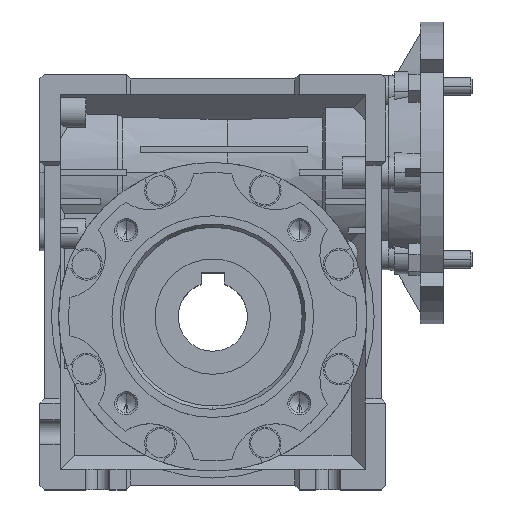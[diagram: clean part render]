
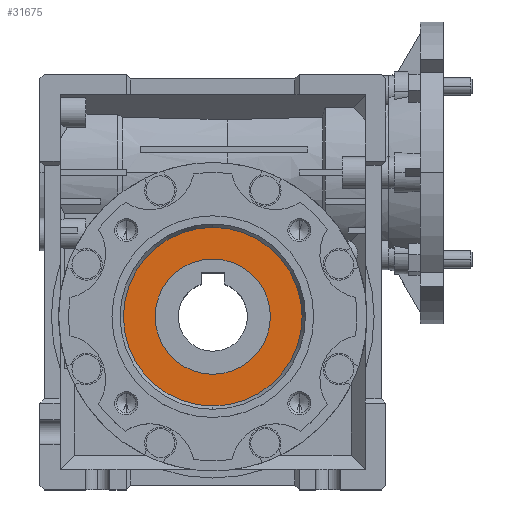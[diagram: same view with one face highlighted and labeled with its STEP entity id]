
A CAD part, top view. The second image highlights one B-rep face of the part: STEP entity #31675.
In plain terms, the highlighted planar face has unit normal (0, 0, 1).
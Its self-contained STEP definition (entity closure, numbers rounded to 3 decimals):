
#2124 = CARTESIAN_POINT ( 'NONE',  ( 0., -31., 44. ) ) ;
#3044 = ORIENTED_EDGE ( 'NONE', *, *, #3940, .T. ) ;
#3940 = EDGE_CURVE ( 'NONE', #32589, #13667, #23541, .T. ) ;
#4361 = CARTESIAN_POINT ( 'NONE',  ( 0., 0., 44. ) ) ;
#4529 = AXIS2_PLACEMENT_3D ( 'NONE', #4361, #22530, #7001 ) ;
#4986 = EDGE_CURVE ( 'NONE', #19256, #22558, #17137, .T. ) ;
#5783 = ORIENTED_EDGE ( 'NONE', *, *, #4986, .F. ) ;
#5824 = CARTESIAN_POINT ( 'NONE',  ( -31., 0., 44. ) ) ;
#6593 = DIRECTION ( 'NONE',  ( 0., 0., 1. ) ) ;
#7001 = DIRECTION ( 'NONE',  ( 0., 1., 0. ) ) ;
#7552 = DIRECTION ( 'NONE',  ( 0., 0., 1. ) ) ;
#9348 = EDGE_CURVE ( 'NONE', #13667, #32589, #25862, .T. ) ;
#9573 = CARTESIAN_POINT ( 'NONE',  ( 0., 0., 44. ) ) ;
#12170 = DIRECTION ( 'NONE',  ( 0., 1., 0. ) ) ;
#13667 = VERTEX_POINT ( 'NONE', #2124 ) ;
#16064 = CARTESIAN_POINT ( 'NONE',  ( 0., -20., 44. ) ) ;
#17137 = CIRCLE ( 'NONE', #4529, 20. ) ;
#19256 = VERTEX_POINT ( 'NONE', #16064 ) ;
#19790 = ORIENTED_EDGE ( 'NONE', *, *, #27347, .F. ) ;
#20310 = CARTESIAN_POINT ( 'NONE',  ( 0., 31., 44. ) ) ;
#21407 = DIRECTION ( 'NONE',  ( 0., 0., -1. ) ) ;
#22127 = CARTESIAN_POINT ( 'NONE',  ( 0., 0., 44. ) ) ;
#22530 = DIRECTION ( 'NONE',  ( 0., 0., 1. ) ) ;
#22558 = VERTEX_POINT ( 'NONE', #30751 ) ;
#23087 = CARTESIAN_POINT ( 'NONE',  ( 0., 0., 44. ) ) ;
#23473 = ORIENTED_EDGE ( 'NONE', *, *, #9348, .T. ) ;
#23541 = CIRCLE ( 'NONE', #26900, 31. ) ;
#24755 = DIRECTION ( 'NONE',  ( 0., 1., 0. ) ) ;
#24834 = FACE_OUTER_BOUND ( 'NONE', #30541, .T. ) ;
#25458 = EDGE_LOOP ( 'NONE', ( #19790, #5783 ) ) ;
#25684 = DIRECTION ( 'NONE',  ( 0., 1., 0. ) ) ;
#25862 = CIRCLE ( 'NONE', #29405, 31. ) ;
#26580 = PLANE ( 'NONE',  #33483 ) ;
#26900 = AXIS2_PLACEMENT_3D ( 'NONE', #9573, #27692, #12170 ) ;
#27347 = EDGE_CURVE ( 'NONE', #22558, #19256, #29104, .T. ) ;
#27692 = DIRECTION ( 'NONE',  ( 0., 0., 1. ) ) ;
#29104 = CIRCLE ( 'NONE', #30913, 20. ) ;
#29192 = DIRECTION ( 'NONE',  ( 0., -1., 0. ) ) ;
#29405 = AXIS2_PLACEMENT_3D ( 'NONE', #23087, #7552, #25684 ) ;
#30079 = FACE_BOUND ( 'NONE', #25458, .T. ) ;
#30541 = EDGE_LOOP ( 'NONE', ( #3044, #23473 ) ) ;
#30751 = CARTESIAN_POINT ( 'NONE',  ( 0., 20., 44. ) ) ;
#30913 = AXIS2_PLACEMENT_3D ( 'NONE', #22127, #6593, #24755 ) ;
#31675 = ADVANCED_FACE ( 'NONE', ( #24834, #30079 ), #26580, .F. ) ;
#32589 = VERTEX_POINT ( 'NONE', #20310 ) ;
#33483 = AXIS2_PLACEMENT_3D ( 'NONE', #5824, #21407, #29192 ) ;
